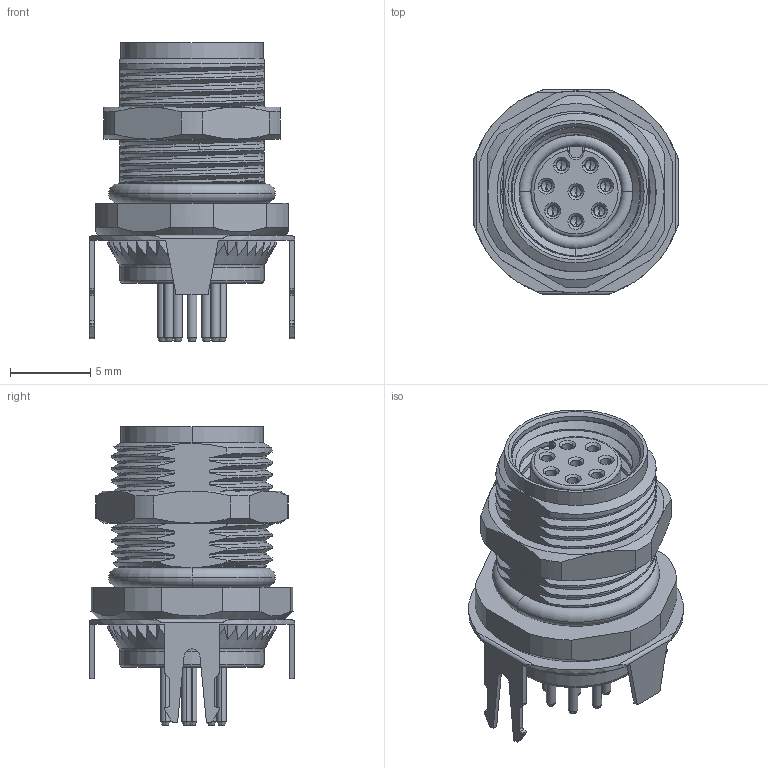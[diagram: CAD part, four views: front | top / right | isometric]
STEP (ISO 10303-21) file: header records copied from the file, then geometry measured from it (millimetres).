
FILE_DESCRIPTION((''),'2;1');
FILE_NAME('8P-K18888_D','2025-09-08T',('gongcheng16'),(''),'PRO/ENGINEER BY PARAMETRIC TECHNOLOGY CORPORATION, 2010280','PRO/ENGINEER BY PARAMETRIC TECHNOLOGY CORPORATION, 2010280','');
FILE_SCHEMA(('CONFIG_CONTROL_DESIGN'));
Products named in the file (1): 8P-K18888_D
Bounding box: 12.8 x 12.8 x 18.6 mm (x, y, z)
Volume: 224.2 mm3; surface area: 21386.7 mm2
Topology: 1 solids, 294 shells, 4272 faces, 14991 edges, 10811 vertices
Faces by surface type: plane 1294, cylinder 1205, bspline 1074, cone 543, torus 156
Entity records: 457884 total; most frequent: CARTESIAN_POINT 340910, ORIENTED_EDGE 25080, DIRECTION 20346, EDGE_CURVE 14973, VERTEX_POINT 10811, AXIS2_PLACEMENT_3D 7266, VECTOR 5814, LINE 5814
